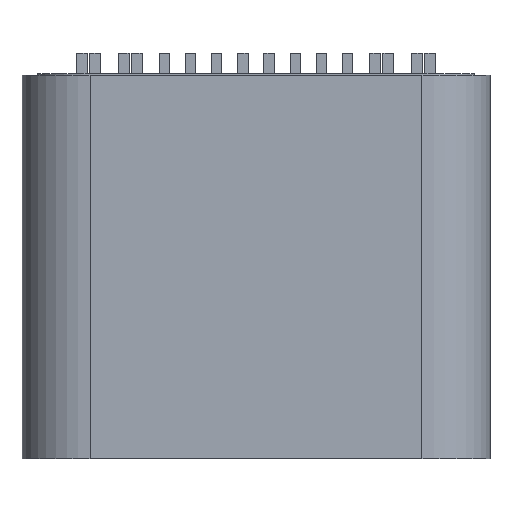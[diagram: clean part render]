
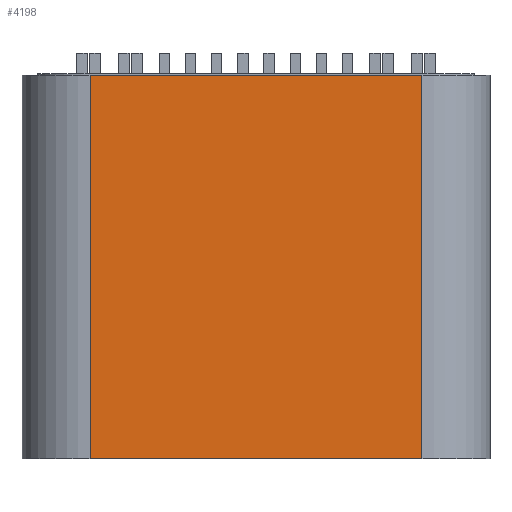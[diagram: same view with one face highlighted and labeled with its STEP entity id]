
A CAD part, top view. The second image highlights one B-rep face of the part: STEP entity #4198.
In plain terms, the highlighted planar face has unit normal (0, 0, 1).
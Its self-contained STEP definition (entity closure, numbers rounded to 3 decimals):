
#91=PLANE('',#4498);
#275=FACE_OUTER_BOUND('',#524,.T.);
#524=EDGE_LOOP('',(#2952,#2953,#2954,#2955));
#803=LINE('',#6235,#1280);
#804=LINE('',#6239,#1281);
#805=LINE('',#6241,#1282);
#806=LINE('',#6242,#1283);
#1280=VECTOR('',#4956,10.);
#1281=VECTOR('',#4961,10.);
#1282=VECTOR('',#4962,10.);
#1283=VECTOR('',#4963,10.);
#1906=VERTEX_POINT('',#6232);
#1907=VERTEX_POINT('',#6234);
#1908=VERTEX_POINT('',#6238);
#1909=VERTEX_POINT('',#6240);
#2323=EDGE_CURVE('',#1906,#1907,#803,.T.);
#2325=EDGE_CURVE('',#1906,#1908,#804,.T.);
#2326=EDGE_CURVE('',#1908,#1909,#805,.T.);
#2327=EDGE_CURVE('',#1909,#1907,#806,.T.);
#2952=ORIENTED_EDGE('',*,*,#2325,.T.);
#2953=ORIENTED_EDGE('',*,*,#2326,.T.);
#2954=ORIENTED_EDGE('',*,*,#2327,.T.);
#2955=ORIENTED_EDGE('',*,*,#2323,.F.);
#4198=ADVANCED_FACE('',(#275),#91,.T.);
#4498=AXIS2_PLACEMENT_3D('',#6237,#4959,#4960);
#4956=DIRECTION('',(0.,-1.,0.));
#4959=DIRECTION('center_axis',(0.,0.,1.));
#4960=DIRECTION('ref_axis',(1.,0.,0.));
#4961=DIRECTION('',(-1.,0.,0.));
#4962=DIRECTION('',(0.,-1.,0.));
#4963=DIRECTION('',(1.,0.,0.));
#6232=CARTESIAN_POINT('',(3.17,7.32,3.26));
#6234=CARTESIAN_POINT('',(3.17,0.,3.26));
#6235=CARTESIAN_POINT('',(3.17,0.,3.26));
#6237=CARTESIAN_POINT('Origin',(0.,3.675,3.26));
#6238=CARTESIAN_POINT('',(-3.17,7.32,3.26));
#6239=CARTESIAN_POINT('',(0.,7.32,3.26));
#6240=CARTESIAN_POINT('',(-3.17,0.,3.26));
#6241=CARTESIAN_POINT('',(-3.17,0.,3.26));
#6242=CARTESIAN_POINT('',(4.47,0.,3.26));
